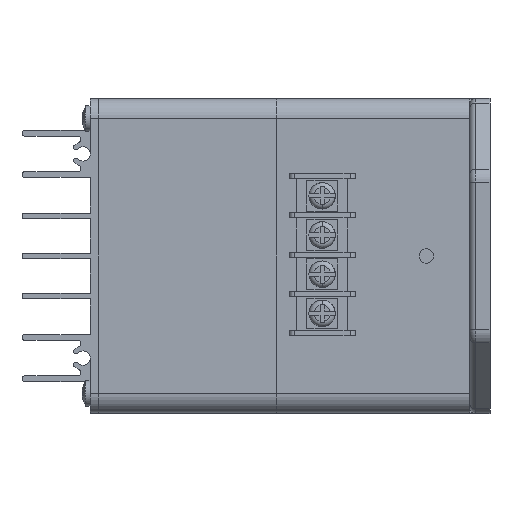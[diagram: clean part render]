
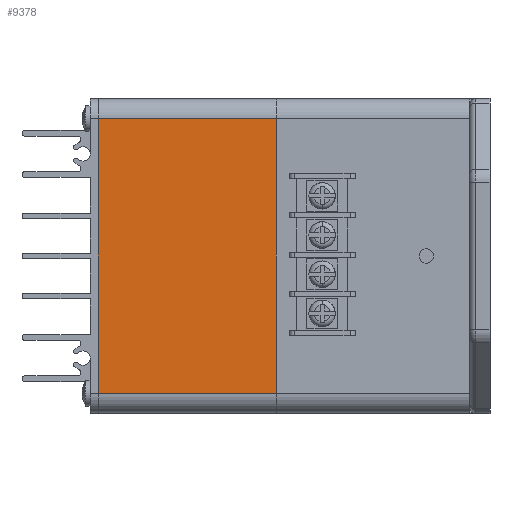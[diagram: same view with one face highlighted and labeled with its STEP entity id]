
A CAD part, left-side view. The second image highlights one B-rep face of the part: STEP entity #9378.
In plain terms, the highlighted face is planar.
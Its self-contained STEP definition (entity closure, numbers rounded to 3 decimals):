
#2710 = LINE ( 'NONE', #20836, #21938 ) ;
#3110 = LINE ( 'NONE', #5180, #4380 ) ;
#3245 = CARTESIAN_POINT ( 'NONE',  ( 48., -19., -27. ) ) ;
#3459 = AXIS2_PLACEMENT_3D ( 'NONE', #16621, #9653, #18724 ) ;
#4214 = ORIENTED_EDGE ( 'NONE', *, *, #9356, .F. ) ;
#4380 = VECTOR ( 'NONE', #9212, 1000. ) ;
#5180 = CARTESIAN_POINT ( 'NONE',  ( 48., 16., 27. ) ) ;
#7555 = DIRECTION ( 'NONE',  ( 0., 0., -1. ) ) ;
#7687 = VERTEX_POINT ( 'NONE', #3245 ) ;
#7895 = EDGE_CURVE ( 'NONE', #16484, #24064, #8304, .T. ) ;
#8304 = LINE ( 'NONE', #17371, #10434 ) ;
#9212 = DIRECTION ( 'NONE',  ( 0., 0., -1. ) ) ;
#9356 = EDGE_CURVE ( 'NONE', #16484, #24509, #3110, .T. ) ;
#9378 = ADVANCED_FACE ( 'NONE', ( #20656 ), #9499, .F. ) ;
#9499 = PLANE ( 'NONE',  #3459 ) ;
#9539 = DIRECTION ( 'NONE',  ( 0., -1., 0. ) ) ;
#9653 = DIRECTION ( 'NONE',  ( -1., 0., 0. ) ) ;
#10434 = VECTOR ( 'NONE', #26977, 1000. ) ;
#11015 = EDGE_LOOP ( 'NONE', ( #28391, #4214, #19973, #24203 ) ) ;
#15342 = EDGE_CURVE ( 'NONE', #24509, #7687, #2710, .T. ) ;
#16484 = VERTEX_POINT ( 'NONE', #22801 ) ;
#16621 = CARTESIAN_POINT ( 'NONE',  ( 48., 19., -27. ) ) ;
#17352 = VECTOR ( 'NONE', #7555, 1000. ) ;
#17371 = CARTESIAN_POINT ( 'NONE',  ( 48., 19., 27. ) ) ;
#18724 = DIRECTION ( 'NONE',  ( 0., 1., 0. ) ) ;
#19973 = ORIENTED_EDGE ( 'NONE', *, *, #7895, .T. ) ;
#20300 = CARTESIAN_POINT ( 'NONE',  ( 48., 16., -27. ) ) ;
#20656 = FACE_OUTER_BOUND ( 'NONE', #11015, .T. ) ;
#20836 = CARTESIAN_POINT ( 'NONE',  ( 48., 19., -27. ) ) ;
#20937 = CARTESIAN_POINT ( 'NONE',  ( 48., -19., -27. ) ) ;
#21938 = VECTOR ( 'NONE', #9539, 1000. ) ;
#22801 = CARTESIAN_POINT ( 'NONE',  ( 48., 16., 27. ) ) ;
#24064 = VERTEX_POINT ( 'NONE', #26428 ) ;
#24203 = ORIENTED_EDGE ( 'NONE', *, *, #26706, .T. ) ;
#24509 = VERTEX_POINT ( 'NONE', #20300 ) ;
#25233 = LINE ( 'NONE', #20937, #17352 ) ;
#26428 = CARTESIAN_POINT ( 'NONE',  ( 48., -19., 27. ) ) ;
#26706 = EDGE_CURVE ( 'NONE', #24064, #7687, #25233, .T. ) ;
#26977 = DIRECTION ( 'NONE',  ( 0., -1., 0. ) ) ;
#28391 = ORIENTED_EDGE ( 'NONE', *, *, #15342, .F. ) ;
